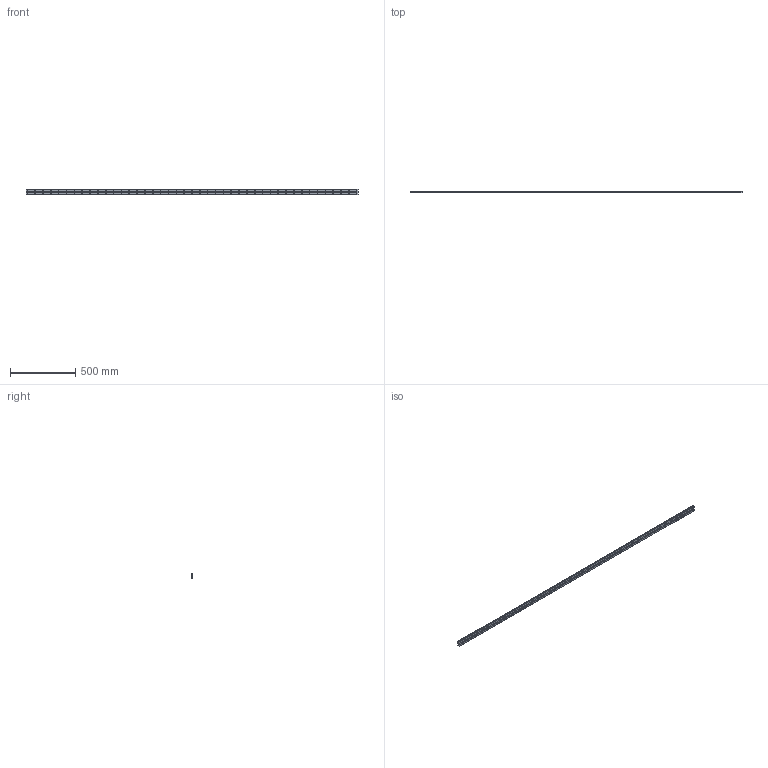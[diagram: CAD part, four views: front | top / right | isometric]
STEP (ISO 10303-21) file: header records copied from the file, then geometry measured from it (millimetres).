
FILE_DESCRIPTION (( 'STEP AP214' ), '1' );
FILE_NAME ('HRW27CA1SS-2540L_G10_0_B-M6F_1233-6_0_0_0_1.STEP', '2021-07-06T11:08:39', ( '' ), ( '' ), 'SwSTEP 2.0', 'SolidWorks 2021', '' );
FILE_SCHEMA (( 'AUTOMOTIVE_DESIGN' ));
Length unit declared in the file: millimetre
Products named in the file (2): _HRW27CA254010 Track; HRW27CA1SS-2540L_G10_0_B-M6F_1233-6_0_0_0_1
Assembly tree (1 placements, depth 2):
  HRW27CA1SS-2540L_G10_0_B-M6F_1233-6_0_0_0_1
    _HRW27CA254010 Track
Bounding box: 2540 x 15 x 42 mm (x, y, z)
Volume: 1417616.9 mm3; surface area: 318720.4 mm2
Topology: 1 solids, 1 shells, 465 faces, 1131 edges, 754 vertices
Faces by surface type: cylinder 349, plane 116
Entity records: 14433 total; most frequent: DIRECTION 2767, CARTESIAN_POINT 2354, ORIENTED_EDGE 2262, AXIS2_PLACEMENT_3D 1167, EDGE_CURVE 1131, VERTEX_POINT 754, EDGE_LOOP 723, CIRCLE 698
